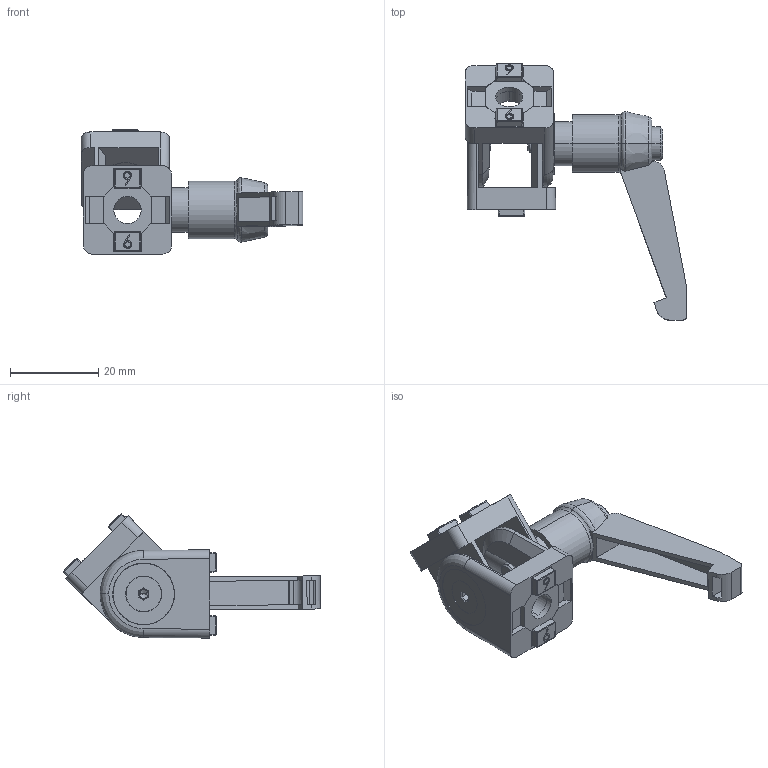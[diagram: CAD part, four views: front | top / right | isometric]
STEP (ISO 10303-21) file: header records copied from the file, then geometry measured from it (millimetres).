
FILE_DESCRIPTION(/* description */ ('KriTec Gelenk 6 20x20 mit Klemmhebel'),/* implementation_level */ '2;1');
FILE_NAME(/* name */ '82270 KriTec Gelenk 6 20x20 mit Klemmhebel.stp',/* time_stamp */ '2020-08-25T11:31:34+02:00',/* author */ ('jendrek'),/* organization */ (''),/* preprocessor_version */ 'ST-DEVELOPER v17',/* originating_system */ 'Autodesk Inventor 2018',/* authorisation */ '');
FILE_SCHEMA (('AUTOMOTIVE_DESIGN { 1 0 10303 214 3 1 1 }'));
Length unit declared in the file: millimetre
Products named in the file (12): 82270; 14080; 14080_10; 14080_09; 14080_08; 14080_07; 14080_06; 14080_05; 14080_04; 14080_03; 14080_02; 14080_01
Assembly tree (11 placements, depth 2):
  82270
    14080
    14080_10
    14080_09
    14080_08
    14080_07
    14080_06
    14080_05
    14080_04
    14080_03
    14080_02
    14080_01
Bounding box: 50.23 x 58.16 x 28.13 mm (x, y, z)
Volume: 10404.8 mm3; surface area: 10971.9 mm2
Topology: 11 solids, 11 shells, 562 faces, 1367 edges, 853 vertices
Faces by surface type: plane 255, cylinder 168, bspline 50, torus 40, cone 33, sphere 16
Entity records: 19367 total; most frequent: CARTESIAN_POINT 5699, ORIENTED_EDGE 2730, DIRECTION 2700, EDGE_CURVE 1365, AXIS2_PLACEMENT_3D 988, VERTEX_POINT 853, LINE 724, VECTOR 724
